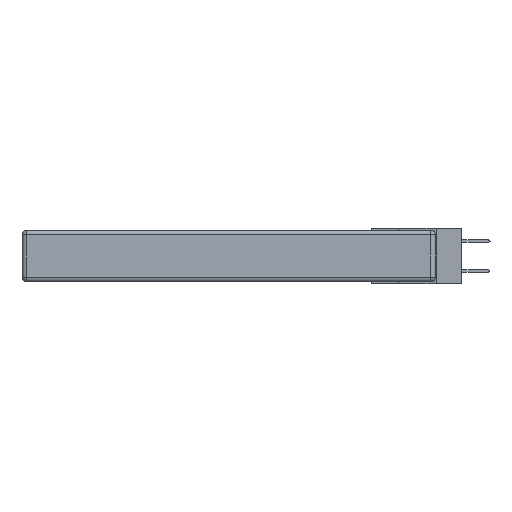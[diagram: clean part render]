
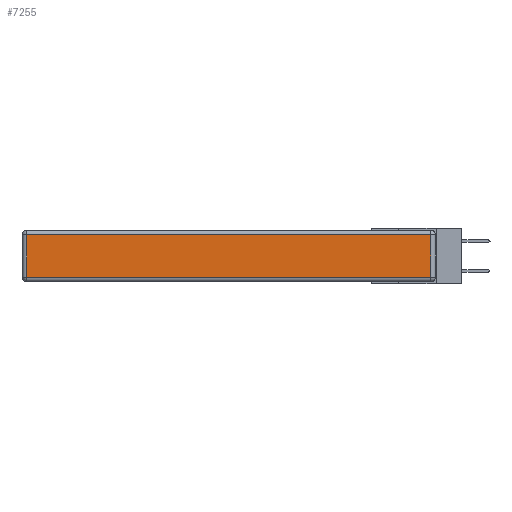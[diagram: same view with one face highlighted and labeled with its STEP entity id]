
A CAD part, left-side view. The second image highlights one B-rep face of the part: STEP entity #7255.
In plain terms, the highlighted planar face has unit normal (-1, 0, 0).
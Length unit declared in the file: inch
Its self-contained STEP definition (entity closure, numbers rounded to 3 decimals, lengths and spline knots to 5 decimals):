
#85 = ORIENTED_EDGE ( 'NONE', *, *, #9270, .T. ) ;
#300 = VERTEX_POINT ( 'NONE', #2501 ) ;
#1022 = ORIENTED_EDGE ( 'NONE', *, *, #15761, .T. ) ;
#1447 = DIRECTION ( 'NONE',  ( -1., 0., 0. ) ) ;
#1613 = ORIENTED_EDGE ( 'NONE', *, *, #9295, .T. ) ;
#1888 = VECTOR ( 'NONE', #4931, 39.37008 ) ;
#2290 = VECTOR ( 'NONE', #13981, 39.37008 ) ;
#2501 = CARTESIAN_POINT ( 'NONE',  ( 0., 2.72, -0.313 ) ) ;
#2719 = CARTESIAN_POINT ( 'NONE',  ( 0., 0.03, -0.03 ) ) ;
#3297 = LINE ( 'NONE', #15804, #16768 ) ;
#3628 = CARTESIAN_POINT ( 'NONE',  ( 0., 0.03, -0.343 ) ) ;
#4032 = VERTEX_POINT ( 'NONE', #2719 ) ;
#4565 = VERTEX_POINT ( 'NONE', #9425 ) ;
#4931 = DIRECTION ( 'NONE',  ( 0., 0., 1. ) ) ;
#5041 = ORIENTED_EDGE ( 'NONE', *, *, #8893, .T. ) ;
#5802 = EDGE_LOOP ( 'NONE', ( #5041, #1613, #1022, #85 ) ) ;
#5962 = VERTEX_POINT ( 'NONE', #9392 ) ;
#7255 = ADVANCED_FACE ( 'NONE', ( #16647 ), #10472, .T. ) ;
#8602 = LINE ( 'NONE', #11358, #2290 ) ;
#8893 = EDGE_CURVE ( 'NONE', #300, #4565, #3297, .T. ) ;
#9270 = EDGE_CURVE ( 'NONE', #5962, #300, #8602, .T. ) ;
#9295 = EDGE_CURVE ( 'NONE', #4565, #4032, #9651, .T. ) ;
#9392 = CARTESIAN_POINT ( 'NONE',  ( 0., 2.72, -0.03 ) ) ;
#9425 = CARTESIAN_POINT ( 'NONE',  ( 0., 0.03, -0.313 ) ) ;
#9651 = LINE ( 'NONE', #3628, #1888 ) ;
#10472 = PLANE ( 'NONE',  #15264 ) ;
#10527 = CARTESIAN_POINT ( 'NONE',  ( 0., 0., -0.343 ) ) ;
#10870 = CARTESIAN_POINT ( 'NONE',  ( 0., 2.75, -0.03 ) ) ;
#11358 = CARTESIAN_POINT ( 'NONE',  ( 0., 2.72, -0.343 ) ) ;
#11725 = DIRECTION ( 'NONE',  ( 0., -1., 0. ) ) ;
#11761 = DIRECTION ( 'NONE',  ( 0., 0., 1. ) ) ;
#12435 = LINE ( 'NONE', #10870, #14245 ) ;
#13981 = DIRECTION ( 'NONE',  ( 0., 0., -1. ) ) ;
#14245 = VECTOR ( 'NONE', #16185, 39.37008 ) ;
#15264 = AXIS2_PLACEMENT_3D ( 'NONE', #10527, #1447, #11761 ) ;
#15761 = EDGE_CURVE ( 'NONE', #4032, #5962, #12435, .T. ) ;
#15804 = CARTESIAN_POINT ( 'NONE',  ( 0., 0., -0.313 ) ) ;
#16185 = DIRECTION ( 'NONE',  ( 0., 1., 0. ) ) ;
#16647 = FACE_OUTER_BOUND ( 'NONE', #5802, .T. ) ;
#16768 = VECTOR ( 'NONE', #11725, 39.37008 ) ;
